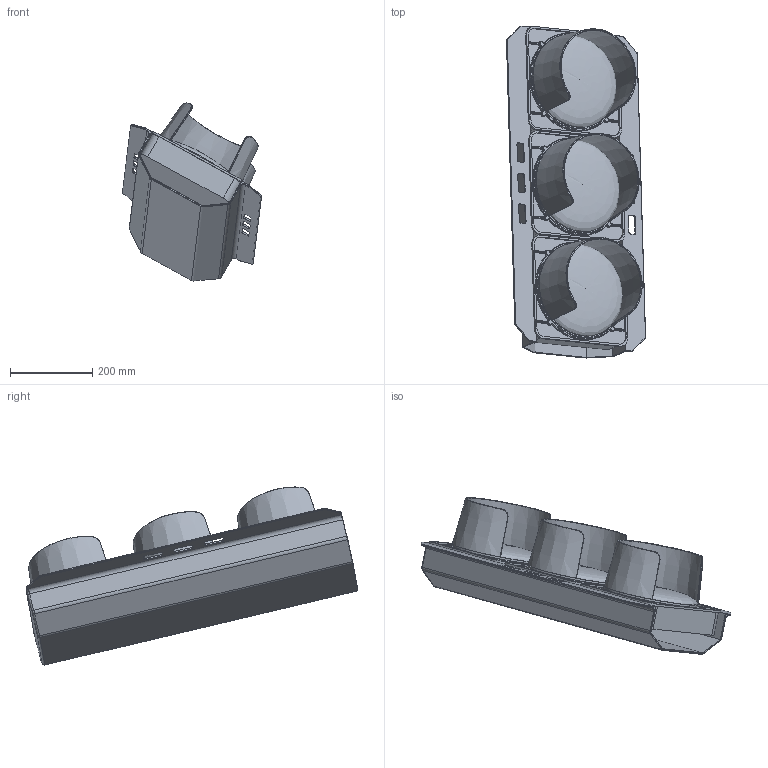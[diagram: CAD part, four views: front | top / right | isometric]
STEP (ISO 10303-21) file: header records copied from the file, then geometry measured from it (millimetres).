
FILE_DESCRIPTION(/* description */ (''),/* implementation_level */ '2;1');
FILE_NAME(/* name */ '12 3 light.stp',/* time_stamp */ '2013-09-06T20:04:25-04:00',/* author */ ('Saville'),/* organization */ (''),/* preprocessor_version */ 'ST-DEVELOPER v15.2',/* originating_system */ 'Autodesk Inventor 2014',/* authorisation */ '');
FILE_SCHEMA (('AUTOMOTIVE_DESIGN { 1 0 10303 214 3 1 1 }'));
Length unit declared in the file: inch
Products named in the file (7): 12  bulb frame; 12  plan lens; 12 case long; 12 red; 12 yellow; 12 green; 12 3 light
Bounding box: 337.55 x 805.25 x 431.97 mm (x, y, z)
Volume: 7284659.6 mm3; surface area: 2450060.8 mm2
Topology: 10 solids, 10 shells, 584 faces, 1439 edges, 926 vertices
Faces by surface type: cylinder 222, plane 160, torus 124, bspline 36, sphere 30, cone 12
Full cylindrical faces by diameter (mm): 227.076 x3, 234.696 x3
Entity records: 10093 total; most frequent: CARTESIAN_POINT 2481, DIRECTION 1616, ORIENTED_EDGE 1426, EDGE_CURVE 701, AXIS2_PLACEMENT_3D 641, VERTEX_POINT 428, LINE 334, VECTOR 334
